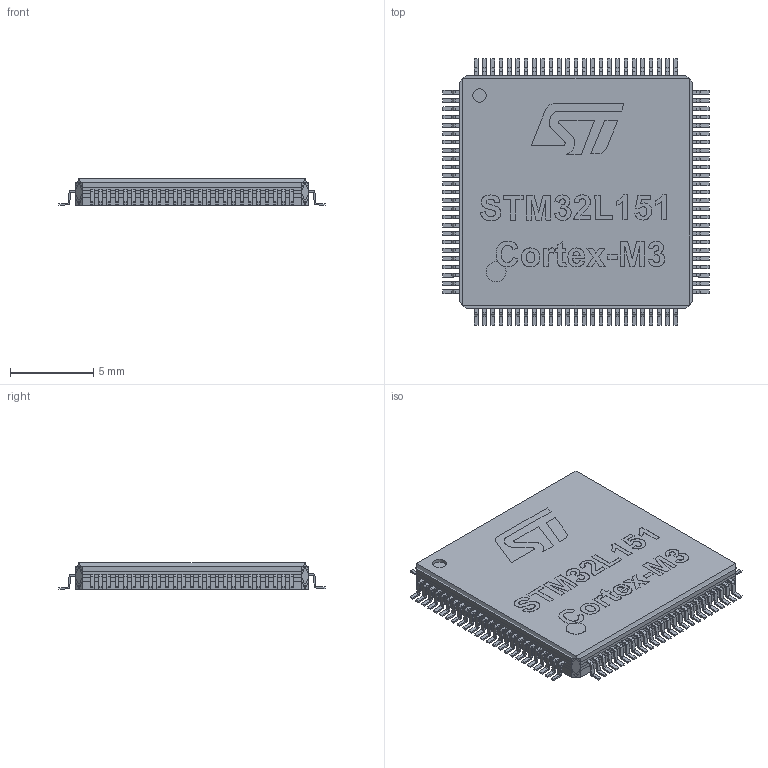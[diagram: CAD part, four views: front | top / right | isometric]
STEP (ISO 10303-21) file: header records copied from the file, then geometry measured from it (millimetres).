
FILE_DESCRIPTION(/* description */ (''),/* implementation_level */ '2;1');
FILE_NAME(/* name */ 'STM32L151_MCU.step',/* time_stamp */ '2022-04-02T23:26:29+03:00',/* author */ (''),/* organization */ (''),/* preprocessor_version */ 'ST-DEVELOPER v18.1',/* originating_system */ 'Autodesk Translation Framework v10.13.0.1454',/* authorisation */ '');
FILE_SCHEMA (('AUTOMOTIVE_DESIGN { 1 0 10303 214 3 1 1 }'));
Products named in the file (17): (Unsaved); STM32F411-LQFP100; Left_Lead; Bottom_Lead; Right_Lead; Top_Lead; Body; Fillet; Logo_Part1; Logo_Part2; Pocket; Pocket001; Pad; Device_Name; Pocket002; Package_Name; Logo_Part3
Assembly tree (16 placements, depth 3):
  (Unsaved)
    STM32F411-LQFP100
      Left_Lead
      Bottom_Lead
      Right_Lead
      Top_Lead
      Body
      Fillet
      Logo_Part1
      Logo_Part2
      Pocket
      Pocket001
      Pad
      Device_Name
      Pocket002
      Package_Name
      Logo_Part3
Bounding box: 16.01 x 16.01 x 1.61 mm (x, y, z)
Surface area: 2906.1 mm2
Topology: 127 solids, 127 shells, 2674 faces, 5601 edges, 3188 vertices
Faces by surface type: plane 2075, cylinder 416, bspline 181, torus 2
Full cylindrical faces by diameter (mm): 0.825 x2, 1 x5
Entity records: 70576 total; most frequent: CARTESIAN_POINT 14573, ORIENTED_EDGE 11202, DIRECTION 11127, EDGE_CURVE 5601, LINE 4403, VECTOR 4403, AXIS2_PLACEMENT_3D 3362, VERTEX_POINT 3188
